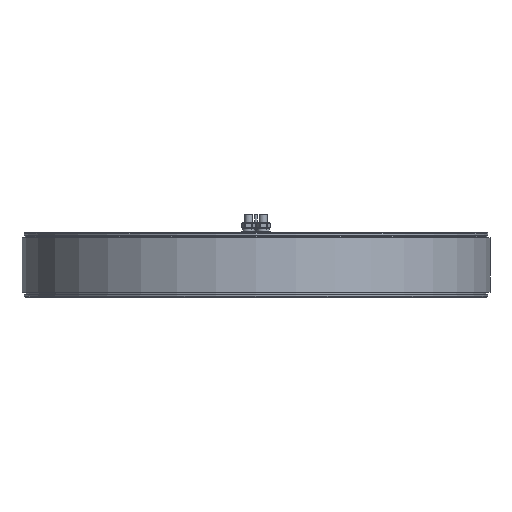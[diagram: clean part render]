
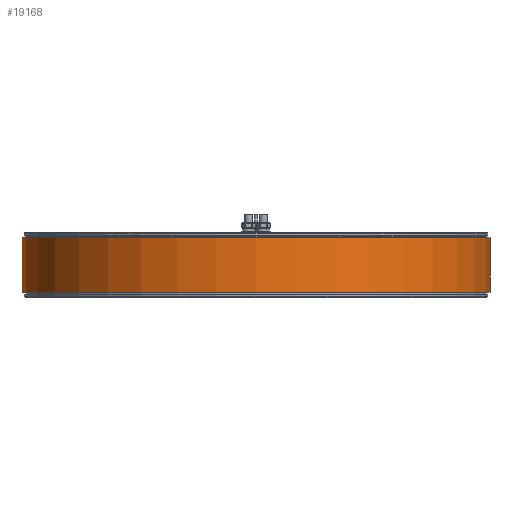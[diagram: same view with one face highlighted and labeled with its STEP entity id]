
A CAD part, front view. The second image highlights one B-rep face of the part: STEP entity #19168.
In plain terms, the highlighted cylindrical face has radius 651 mm (diameter 1302 mm), a partial arc.
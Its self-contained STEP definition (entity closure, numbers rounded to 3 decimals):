
#4383=CARTESIAN_POINT('',(0.,0.,-14.6));
#4384=DIRECTION('',(0.,0.,1.));
#4385=DIRECTION('',(-0.053,0.999,0.));
#4386=AXIS2_PLACEMENT_3D('',#4383,#4384,#4385);
#4388=DIRECTION('',(0.,0.,1.));
#4389=VECTOR('',#4388,150.8);
#4390=CARTESIAN_POINT('',(34.5,650.085,-165.4));
#4391=LINE('',#4390,#4389);
#4392=CARTESIAN_POINT('',(0.,0.,-165.4));
#4393=DIRECTION('',(0.,0.,-1.));
#4394=DIRECTION('',(0.053,0.999,0.));
#4395=AXIS2_PLACEMENT_3D('',#4392,#4393,#4394);
#4397=DIRECTION('',(0.,0.,1.));
#4398=VECTOR('',#4397,150.8);
#4399=CARTESIAN_POINT('',(-34.5,650.085,-165.4));
#4400=LINE('',#4399,#4398);
#10049=CARTESIAN_POINT('',(-34.5,650.085,-165.4));
#10050=CARTESIAN_POINT('',(34.5,650.085,-165.4));
#10051=VERTEX_POINT('',#10049);
#10052=VERTEX_POINT('',#10050);
#10053=CARTESIAN_POINT('',(-34.5,650.085,-14.6));
#10054=CARTESIAN_POINT('',(34.5,650.085,-14.6));
#10055=VERTEX_POINT('',#10053);
#10056=VERTEX_POINT('',#10054);
#19157=CARTESIAN_POINT('',(0.,0.,-7.06));
#19158=DIRECTION('',(0.,0.,-1.));
#19159=DIRECTION('',(1.,0.,0.));
#19160=AXIS2_PLACEMENT_3D('',#19157,#19158,#19159);
#19161=CYLINDRICAL_SURFACE('',#19160,651.);
#19162=ORIENTED_EDGE('',*,*,#12935,.T.);
#19163=ORIENTED_EDGE('',*,*,#12951,.F.);
#19164=ORIENTED_EDGE('',*,*,#12975,.T.);
#19165=ORIENTED_EDGE('',*,*,#12954,.T.);
#19166=EDGE_LOOP('',(#19162,#19163,#19164,#19165));
#19167=FACE_OUTER_BOUND('',#19166,.F.);
#19168=ADVANCED_FACE('',(#19167),#19161,.T.);
#4387=CIRCLE('',#4386,651.);
#4396=CIRCLE('',#4395,651.);
#12935=EDGE_CURVE('',#10055,#10056,#4387,.T.);
#12951=EDGE_CURVE('',#10052,#10056,#4391,.T.);
#12954=EDGE_CURVE('',#10051,#10055,#4400,.T.);
#12975=EDGE_CURVE('',#10052,#10051,#4396,.T.);
